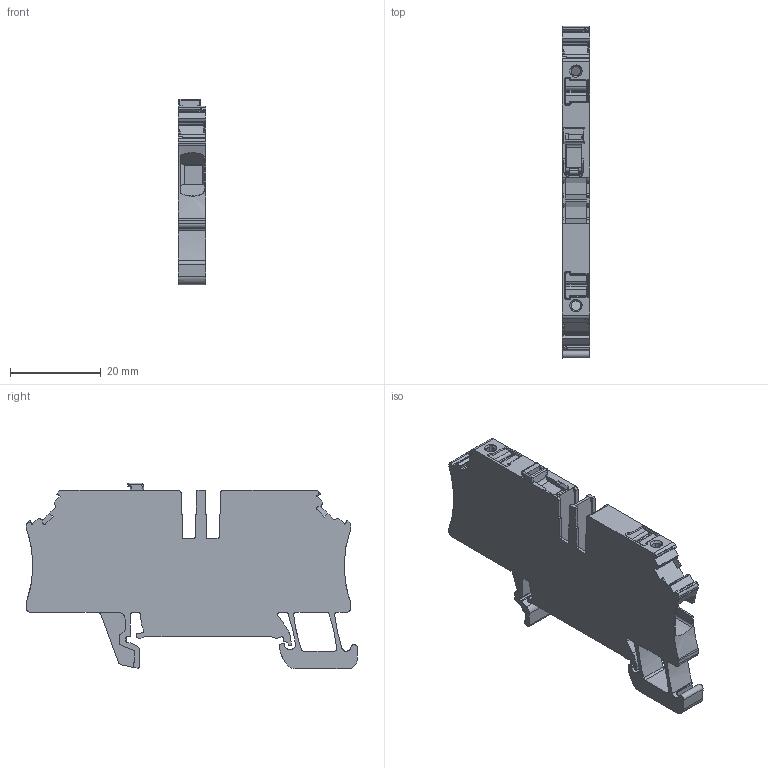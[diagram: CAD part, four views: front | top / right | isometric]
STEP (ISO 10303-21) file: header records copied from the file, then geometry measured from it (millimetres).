
FILE_DESCRIPTION(('CATIA V5 STEP Exchange','CAx-IF Rec.Pracs.--- Model Styling and Organization---1.4--- 2014-01-23'),'2;1');
FILE_NAME ('1481837-2_0', '2023-04-20T09:05:57+00:00', ('none'), ('Weidmueller'), 'CATIA Version 5-6 Release 2016 SP3 HF44', 'CATIA V5 STEP AP214', 'none');
FILE_SCHEMA(('AUTOMOTIVE_DESIGN { 1 0 10303 214 1 1 1 1 }'));
Length unit declared in the file: millimetre
Products named in the file (1): 2898750000
Bounding box: 6.1 x 73.13 x 40.9 mm (x, y, z)
Volume: 11208.2 mm3; surface area: 7986.1 mm2
Topology: 4 solids, 4 shells, 903 faces, 2519 edges, 1630 vertices
Faces by surface type: plane 377, cylinder 306, extrusion 114, cone 41, bspline 36, torus 27, sphere 2
Entity records: 33101 total; most frequent: CARTESIAN_POINT 11438, ORIENTED_EDGE 5030, DIRECTION 3460, EDGE_CURVE 2515, VECTOR 1650, VERTEX_POINT 1630, LINE 1536, AXIS2_PLACEMENT_3D 1146
